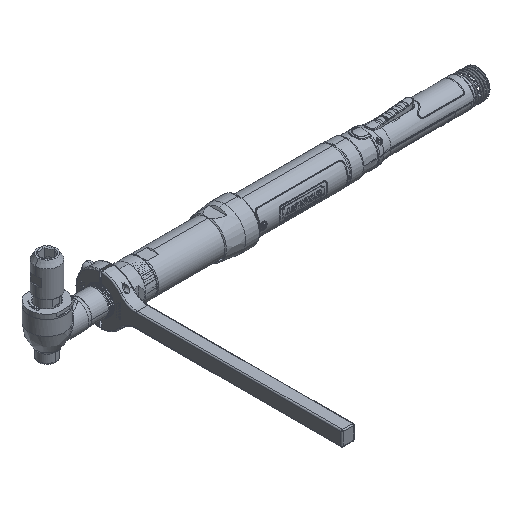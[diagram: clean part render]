
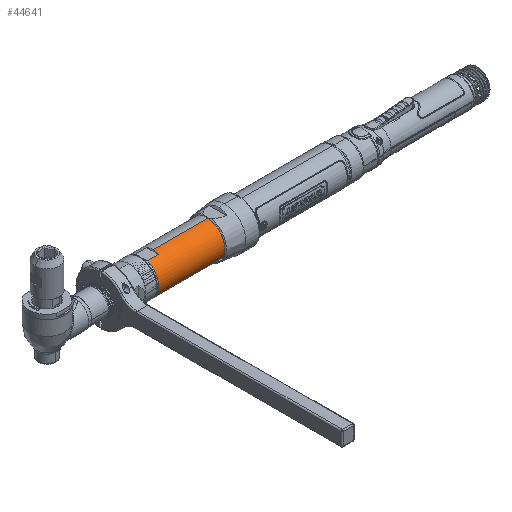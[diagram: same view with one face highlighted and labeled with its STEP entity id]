
A CAD part, isometric view. The second image highlights one B-rep face of the part: STEP entity #44641.
In plain terms, the highlighted cylindrical face has radius 21.844 mm (diameter 43.688 mm), a partial arc.
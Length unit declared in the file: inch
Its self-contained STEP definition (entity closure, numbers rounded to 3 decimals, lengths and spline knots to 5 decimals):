
#42747=CARTESIAN_POINT('',(-0.3595,0.,0.));
#42748=DIRECTION('',(1.,0.,0.));
#42749=DIRECTION('',(0.,0.,1.));
#42750=AXIS2_PLACEMENT_3D('',#42747,#42748,#42749);
#42752=DIRECTION('',(1.,0.,0.));
#42753=VECTOR('',#42752,3.32685);
#42754=CARTESIAN_POINT('',(-3.68635,0.,-0.86));
#42755=LINE('',#42754,#42753);
#42756=CARTESIAN_POINT('',(-4.2665,0.,0.));
#42757=DIRECTION('',(-1.,0.,0.));
#42758=DIRECTION('',(0.,-0.332,-0.943));
#42759=AXIS2_PLACEMENT_3D('',#42756,#42757,#42758);
#42761=DIRECTION('',(1.,0.,0.));
#42762=VECTOR('',#42761,3.32685);
#42763=CARTESIAN_POINT('',(-3.68635,0.,0.86));
#42764=LINE('',#42763,#42762);
#43878=DIRECTION('',(-1.,0.,0.));
#43879=VECTOR('',#43878,0.552);
#43880=CARTESIAN_POINT('',(-3.7145,-0.28544,0.81125));
#43881=LINE('',#43880,#43879);
#43920=CARTESIAN_POINT('',(-3.68635,0.,0.86));
#43926=CARTESIAN_POINT('',(-3.7145,-0.28544,0.81125));
#43927=CARTESIAN_POINT('',(-3.7052,-0.23966,
0.82735));
#43928=CARTESIAN_POINT('',(-3.69123,-0.14631,
0.85155));
#43929=CARTESIAN_POINT('',(-3.68635,-0.04941,0.86));
#43930=CARTESIAN_POINT('',(-3.68635,0.,0.86));
#43978=DIRECTION('',(-1.,0.,0.));
#43979=VECTOR('',#43978,0.552);
#43980=CARTESIAN_POINT('',(-3.7145,-0.28544,-0.81125));
#43981=LINE('',#43980,#43979);
#43990=CARTESIAN_POINT('',(-3.68635,0.,-0.86));
#43992=CARTESIAN_POINT('',(-3.68635,0.,-0.86));
#43993=CARTESIAN_POINT('',(-3.68635,-0.04941,-0.86));
#43994=CARTESIAN_POINT('',(-3.69123,-0.14631,
-0.85155));
#43995=CARTESIAN_POINT('',(-3.7052,-0.23966,
-0.82735));
#43996=CARTESIAN_POINT('',(-3.7145,-0.28544,-0.81125));
#44364=VERTEX_POINT('',#43920);
#44365=CARTESIAN_POINT('',(-3.7145,-0.28544,0.81125));
#44366=CARTESIAN_POINT('',(-4.2665,-0.28544,0.81125));
#44367=VERTEX_POINT('',#44365);
#44368=VERTEX_POINT('',#44366);
#44377=VERTEX_POINT('',#43990);
#44378=CARTESIAN_POINT('',(-3.7145,-0.28544,-0.81125));
#44379=CARTESIAN_POINT('',(-4.2665,-0.28544,-0.81125));
#44380=VERTEX_POINT('',#44378);
#44381=VERTEX_POINT('',#44379);
#44388=CARTESIAN_POINT('',(-0.3595,0.,-0.86));
#44389=CARTESIAN_POINT('',(-0.3595,0.,0.86));
#44390=VERTEX_POINT('',#44388);
#44391=VERTEX_POINT('',#44389);
#44620=CARTESIAN_POINT('',(0.24508,0.,0.));
#44621=DIRECTION('',(-1.,0.,0.));
#44622=DIRECTION('',(0.,0.,1.));
#44623=AXIS2_PLACEMENT_3D('',#44620,#44621,#44622);
#44624=CYLINDRICAL_SURFACE('',#44623,0.86);
#44626=ORIENTED_EDGE('',*,*,#44625,.T.);
#44627=ORIENTED_EDGE('',*,*,#44615,.F.);
#44629=ORIENTED_EDGE('',*,*,#44628,.T.);
#44631=ORIENTED_EDGE('',*,*,#44630,.T.);
#44633=ORIENTED_EDGE('',*,*,#44632,.T.);
#44635=ORIENTED_EDGE('',*,*,#44634,.F.);
#44637=ORIENTED_EDGE('',*,*,#44636,.T.);
#44638=ORIENTED_EDGE('',*,*,#44603,.T.);
#44639=EDGE_LOOP('',(#44626,#44627,#44629,#44631,#44633,#44635,#44637,#44638));
#44640=FACE_OUTER_BOUND('',#44639,.F.);
#44641=ADVANCED_FACE('',(#44640),#44624,.T.);
#42751=CIRCLE('',#42750,0.86);
#42760=CIRCLE('',#42759,0.86);
#43931=B_SPLINE_CURVE_WITH_KNOTS('',3,(#43926,#43927,#43928,#43929,#43930),
.UNSPECIFIED.,.F.,.F.,(4,1,4),(0.,0.5,1.),.UNSPECIFIED.);
#43997=B_SPLINE_CURVE_WITH_KNOTS('',3,(#43992,#43993,#43994,#43995,#43996),
.UNSPECIFIED.,.F.,.F.,(4,1,4),(0.,0.5,1.),.UNSPECIFIED.);
#44603=EDGE_CURVE('',#44364,#44391,#42764,.T.);
#44615=EDGE_CURVE('',#44377,#44390,#42755,.T.);
#44625=EDGE_CURVE('',#44391,#44390,#42751,.T.);
#44628=EDGE_CURVE('',#44377,#44380,#43997,.T.);
#44630=EDGE_CURVE('',#44380,#44381,#43981,.T.);
#44632=EDGE_CURVE('',#44381,#44368,#42760,.T.);
#44634=EDGE_CURVE('',#44367,#44368,#43881,.T.);
#44636=EDGE_CURVE('',#44367,#44364,#43931,.T.);
